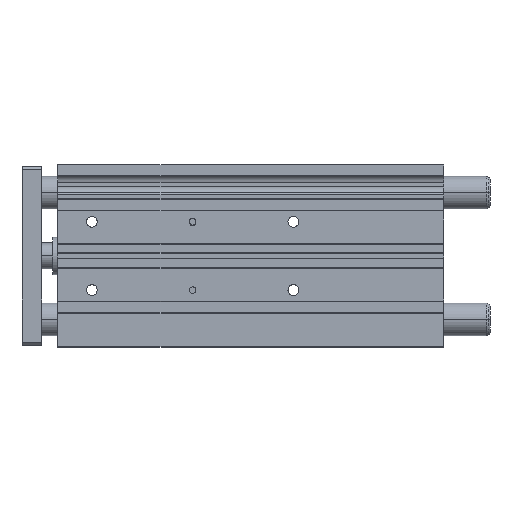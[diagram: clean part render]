
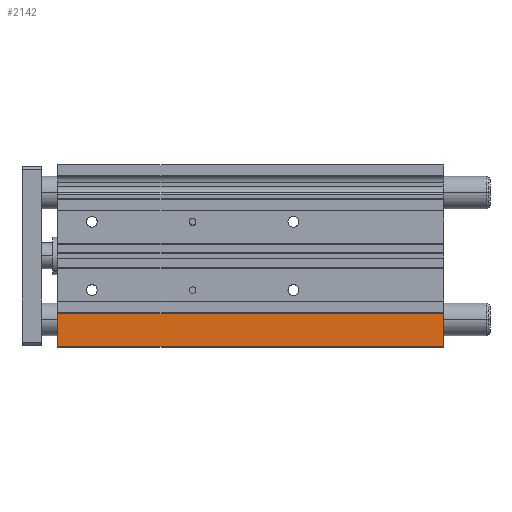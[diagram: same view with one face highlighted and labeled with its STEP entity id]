
A CAD part, top view. The second image highlights one B-rep face of the part: STEP entity #2142.
In plain terms, the highlighted planar face has unit normal (0, 0, 1).
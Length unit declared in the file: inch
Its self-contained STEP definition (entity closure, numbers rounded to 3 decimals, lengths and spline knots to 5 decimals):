
#259 = VERTEX_POINT ( 'NONE', #10317 ) ;
#307 = DIRECTION ( 'NONE',  ( -1., 0., 0. ) ) ;
#511 = LINE ( 'NONE', #9937, #6815 ) ;
#577 = CARTESIAN_POINT ( 'NONE',  ( 9.35039, -2.20472, 0.94488 ) ) ;
#928 = EDGE_LOOP ( 'NONE', ( #10444, #7324, #8191, #5922 ) ) ;
#1606 = DIRECTION ( 'NONE',  ( 0., -1., 0. ) ) ;
#1799 = DIRECTION ( 'NONE',  ( 0., 0., -1. ) ) ;
#1805 = CARTESIAN_POINT ( 'NONE',  ( 9.35039, -1.3878, 0.94488 ) ) ;
#2142 = ADVANCED_FACE ( 'NONE', ( #2656 ), #8481, .F. ) ;
#2144 = VECTOR ( 'NONE', #7671, 39.37008 ) ;
#2150 = CARTESIAN_POINT ( 'NONE',  ( 9.35039, -1.3878, 0.94488 ) ) ;
#2374 = CARTESIAN_POINT ( 'NONE',  ( 9.35039, -2.20472, 0.94488 ) ) ;
#2656 = FACE_OUTER_BOUND ( 'NONE', #928, .T. ) ;
#3001 = CARTESIAN_POINT ( 'NONE',  ( 0., -1.3878, 0.94488 ) ) ;
#3729 = VERTEX_POINT ( 'NONE', #2150 ) ;
#4391 = VECTOR ( 'NONE', #307, 39.37008 ) ;
#5097 = EDGE_CURVE ( 'NONE', #11186, #259, #5100, .T. ) ;
#5100 = LINE ( 'NONE', #2374, #4391 ) ;
#5447 = LINE ( 'NONE', #1805, #9093 ) ;
#5768 = CARTESIAN_POINT ( 'NONE',  ( 0., -1.3878, 0.94488 ) ) ;
#5891 = EDGE_CURVE ( 'NONE', #3729, #6701, #5447, .T. ) ;
#5922 = ORIENTED_EDGE ( 'NONE', *, *, #5891, .T. ) ;
#6412 = DIRECTION ( 'NONE',  ( 0., -1., 0. ) ) ;
#6701 = VERTEX_POINT ( 'NONE', #5768 ) ;
#6815 = VECTOR ( 'NONE', #1606, 39.37008 ) ;
#6935 = LINE ( 'NONE', #3001, #2144 ) ;
#7262 = CARTESIAN_POINT ( 'NONE',  ( 9.35039, -1.3878, 0.94488 ) ) ;
#7324 = ORIENTED_EDGE ( 'NONE', *, *, #5097, .F. ) ;
#7444 = EDGE_CURVE ( 'NONE', #6701, #259, #6935, .T. ) ;
#7671 = DIRECTION ( 'NONE',  ( 0., -1., 0. ) ) ;
#8191 = ORIENTED_EDGE ( 'NONE', *, *, #8746, .F. ) ;
#8481 = PLANE ( 'NONE',  #10955 ) ;
#8746 = EDGE_CURVE ( 'NONE', #3729, #11186, #511, .T. ) ;
#9093 = VECTOR ( 'NONE', #10269, 39.37008 ) ;
#9937 = CARTESIAN_POINT ( 'NONE',  ( 9.35039, -1.3878, 0.94488 ) ) ;
#10269 = DIRECTION ( 'NONE',  ( -1., 0., 0. ) ) ;
#10317 = CARTESIAN_POINT ( 'NONE',  ( 0., -2.20472, 0.94488 ) ) ;
#10444 = ORIENTED_EDGE ( 'NONE', *, *, #7444, .T. ) ;
#10955 = AXIS2_PLACEMENT_3D ( 'NONE', #7262, #1799, #6412 ) ;
#11186 = VERTEX_POINT ( 'NONE', #577 ) ;
